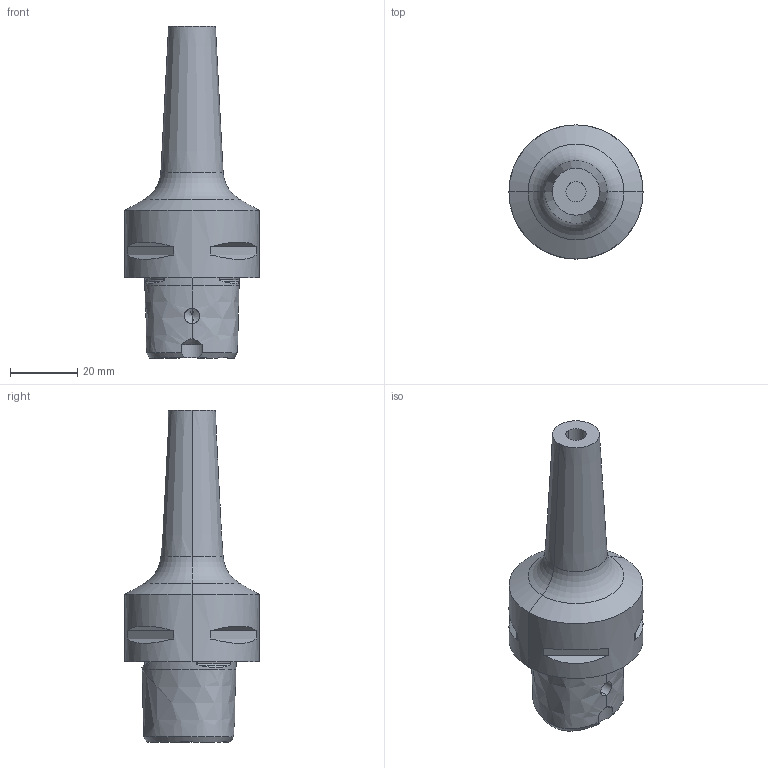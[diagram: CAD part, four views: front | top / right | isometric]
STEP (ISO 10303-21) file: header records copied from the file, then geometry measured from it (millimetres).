
FILE_DESCRIPTION (( 'STEP AP203' ), '1' );
FILE_NAME ('STP-141.648.06.075.STEP', '2019-11-11T07:22:41', ( '' ), ( '' ), 'SwSTEP 2.0', 'SolidWorks 2017', '' );
FILE_SCHEMA (( 'CONFIG_CONTROL_DESIGN' ));
Length unit declared in the file: millimetre
Products named in the file (1): STP-141.648.06.075
Bounding box: 40 x 40 x 99 mm (x, y, z)
Volume: 45423.8 mm3; surface area: 12120.4 mm2
Topology: 1 solids, 1 shells, 85 faces, 198 edges, 120 vertices
Faces by surface type: plane 29, cone 20, cylinder 19, torus 11, bspline 6
Entity records: 4546 total; most frequent: CARTESIAN_POINT 2610, ORIENTED_EDGE 388, DIRECTION 384, EDGE_CURVE 194, AXIS2_PLACEMENT_3D 163, VERTEX_POINT 120, EDGE_LOOP 96, ADVANCED_FACE 85
